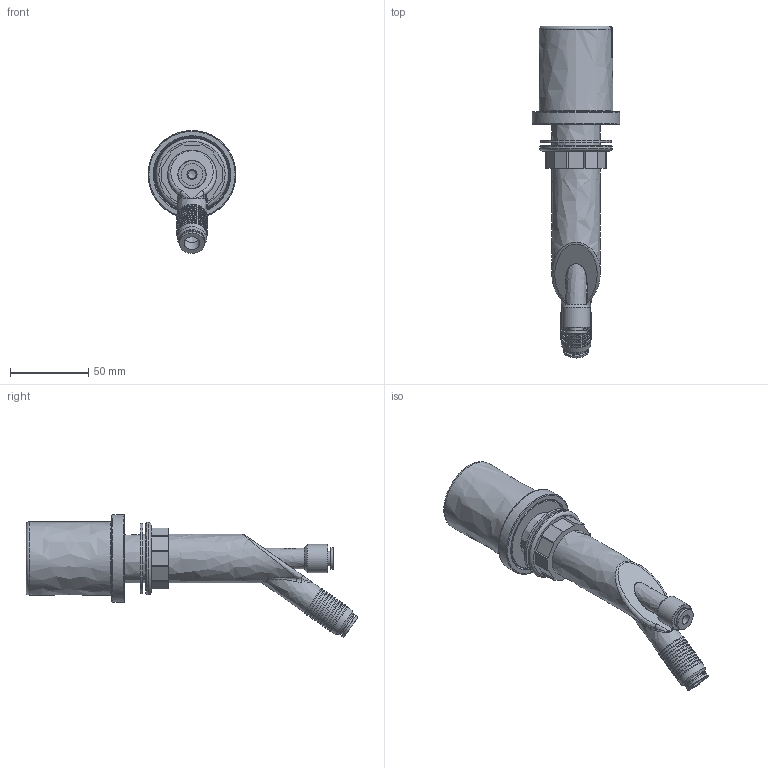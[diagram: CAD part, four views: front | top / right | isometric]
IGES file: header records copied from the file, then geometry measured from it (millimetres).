
Global section: file name: V7201-B; native system: Autodesk Inventor 2024; preprocessor: unknown; author: adaniels; date: 20240704.111223; units: millimetre
Bounding box: 56.16 x 212.42 x 78.62 mm (x, y, z)
Volume: 110237.2 mm3; surface area: 80335.2 mm2
Topology: 6 solids, 6 shells, 314 faces, 800 edges, 536 vertices
Faces by surface type: bspline 314
